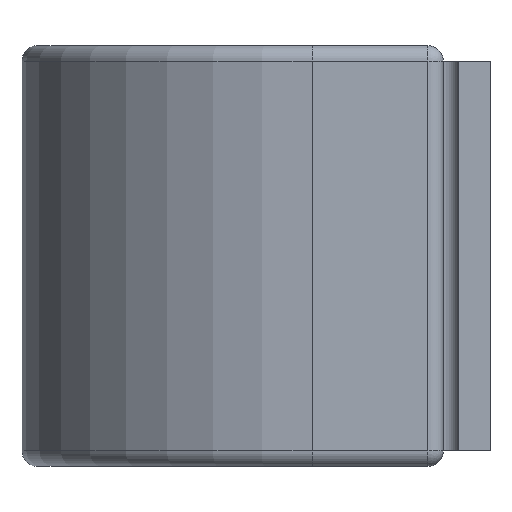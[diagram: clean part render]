
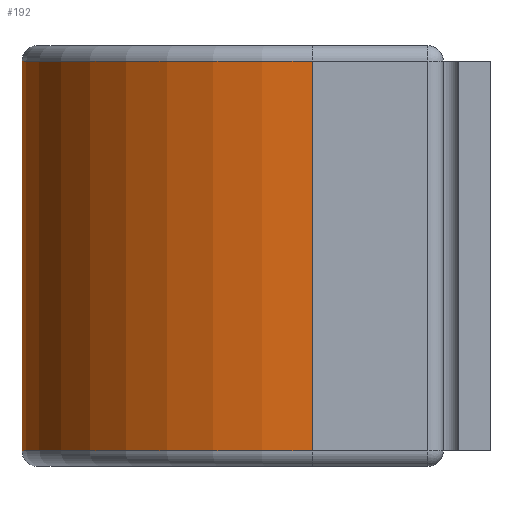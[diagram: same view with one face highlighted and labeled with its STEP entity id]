
A CAD part, left-side view. The second image highlights one B-rep face of the part: STEP entity #192.
In plain terms, the highlighted cylindrical face has radius 14.224 mm (diameter 28.448 mm), a partial arc.
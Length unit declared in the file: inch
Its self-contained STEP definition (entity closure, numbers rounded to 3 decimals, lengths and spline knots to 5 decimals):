
#4 = VERTEX_POINT ( 'NONE', #226 ) ;
#97 = DIRECTION ( 'NONE',  ( 0., 0., 1. ) ) ;
#111 = VERTEX_POINT ( 'NONE', #1030 ) ;
#133 = DIRECTION ( 'NONE',  ( 0., 0., 1. ) ) ;
#179 = CARTESIAN_POINT ( 'NONE',  ( 1.965, 0.34325, 0.37625 ) ) ;
#192 = ADVANCED_FACE ( 'NONE', ( #535 ), #1513, .T. ) ;
#226 = CARTESIAN_POINT ( 'NONE',  ( 0.845, 0.34325, 0.37625 ) ) ;
#322 = VERTEX_POINT ( 'NONE', #481 ) ;
#330 = CIRCLE ( 'NONE', #660, 0.56 ) ;
#393 = CARTESIAN_POINT ( 'NONE',  ( 1.405, 0.34325, -0.37625 ) ) ;
#464 = LINE ( 'NONE', #1658, #1694 ) ;
#481 = CARTESIAN_POINT ( 'NONE',  ( 1.965, 0.34325, -0.37625 ) ) ;
#535 = FACE_OUTER_BOUND ( 'NONE', #591, .T. ) ;
#551 = DIRECTION ( 'NONE',  ( 1., 0., 0. ) ) ;
#587 = ORIENTED_EDGE ( 'NONE', *, *, #1452, .F. ) ;
#591 = EDGE_LOOP ( 'NONE', ( #587, #1261, #742, #1666 ) ) ;
#611 = EDGE_CURVE ( 'NONE', #1076, #4, #330, .T. ) ;
#660 = AXIS2_PLACEMENT_3D ( 'NONE', #1025, #97, #1180 ) ;
#742 = ORIENTED_EDGE ( 'NONE', *, *, #1476, .T. ) ;
#770 = DIRECTION ( 'NONE',  ( 1., 0., 0. ) ) ;
#839 = LINE ( 'NONE', #901, #1206 ) ;
#901 = CARTESIAN_POINT ( 'NONE',  ( 0.845, 0.34325, -0.37625 ) ) ;
#943 = EDGE_CURVE ( 'NONE', #322, #111, #1611, .T. ) ;
#1025 = CARTESIAN_POINT ( 'NONE',  ( 1.405, 0.34325, 0.37625 ) ) ;
#1030 = CARTESIAN_POINT ( 'NONE',  ( 0.845, 0.34325, -0.37625 ) ) ;
#1076 = VERTEX_POINT ( 'NONE', #179 ) ;
#1180 = DIRECTION ( 'NONE',  ( 1., 0., 0. ) ) ;
#1206 = VECTOR ( 'NONE', #1814, 39.37008 ) ;
#1261 = ORIENTED_EDGE ( 'NONE', *, *, #943, .T. ) ;
#1452 = EDGE_CURVE ( 'NONE', #322, #1076, #464, .T. ) ;
#1466 = DIRECTION ( 'NONE',  ( 0., 0., 1. ) ) ;
#1476 = EDGE_CURVE ( 'NONE', #111, #4, #839, .T. ) ;
#1513 = CYLINDRICAL_SURFACE ( 'NONE', #1882, 0.56 ) ;
#1534 = CARTESIAN_POINT ( 'NONE',  ( 1.405, 0.34325, 0.375 ) ) ;
#1611 = CIRCLE ( 'NONE', #1643, 0.56 ) ;
#1643 = AXIS2_PLACEMENT_3D ( 'NONE', #393, #1466, #551 ) ;
#1658 = CARTESIAN_POINT ( 'NONE',  ( 1.965, 0.34325, -0.37625 ) ) ;
#1666 = ORIENTED_EDGE ( 'NONE', *, *, #611, .F. ) ;
#1687 = DIRECTION ( 'NONE',  ( 0., 0., 1. ) ) ;
#1694 = VECTOR ( 'NONE', #133, 39.37008 ) ;
#1814 = DIRECTION ( 'NONE',  ( 0., 0., 1. ) ) ;
#1882 = AXIS2_PLACEMENT_3D ( 'NONE', #1534, #1687, #770 ) ;
